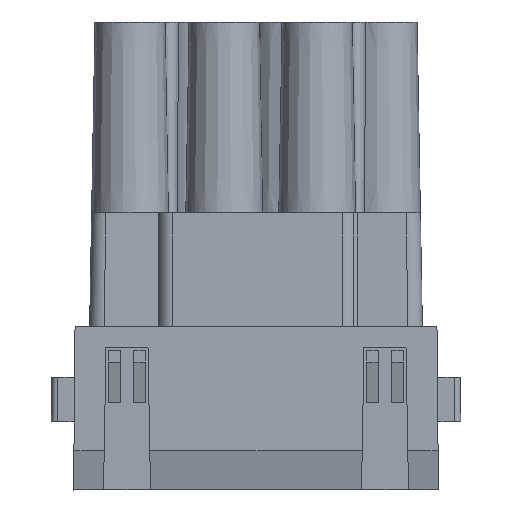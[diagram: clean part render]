
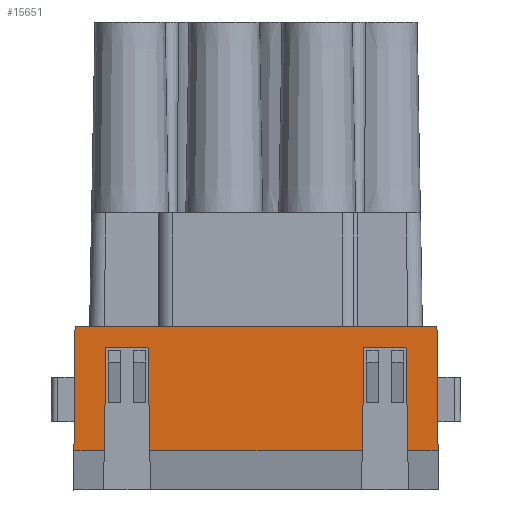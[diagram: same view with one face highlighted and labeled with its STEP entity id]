
A CAD part, left-side view. The second image highlights one B-rep face of the part: STEP entity #15651.
In plain terms, the highlighted face is planar.
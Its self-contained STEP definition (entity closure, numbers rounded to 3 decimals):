
#1218=VERTEX_POINT('',#22283);
#1219=VERTEX_POINT('',#22285);
#1233=VERTEX_POINT('',#22331);
#1234=VERTEX_POINT('',#22333);
#1245=VERTEX_POINT('',#22360);
#1246=VERTEX_POINT('',#22362);
#1247=VERTEX_POINT('',#22364);
#1248=VERTEX_POINT('',#22366);
#1249=VERTEX_POINT('',#22368);
#1250=VERTEX_POINT('',#22370);
#1251=VERTEX_POINT('',#22372);
#1252=VERTEX_POINT('',#22374);
#2957=VECTOR('',#18348,1.);
#2973=VECTOR('',#18369,1.);
#2987=VECTOR('',#18385,1.);
#2988=VECTOR('',#18386,1.);
#2989=VECTOR('',#18387,1.);
#2990=VECTOR('',#18388,1.);
#2991=VECTOR('',#18389,1.);
#2992=VECTOR('',#18390,1.);
#2993=VECTOR('',#18391,1.);
#2994=VECTOR('',#18392,1.);
#2995=VECTOR('',#18393,1.);
#2996=VECTOR('',#18394,1.);
#4992=LINE('',#22284,#2957);
#5008=LINE('',#22332,#2973);
#5022=LINE('',#22359,#2987);
#5023=LINE('',#22361,#2988);
#5024=LINE('',#22363,#2989);
#5025=LINE('',#22365,#2990);
#5026=LINE('',#22367,#2991);
#5027=LINE('',#22369,#2992);
#5028=LINE('',#22371,#2993);
#5029=LINE('',#22373,#2994);
#5030=LINE('',#22375,#2995);
#5031=LINE('',#22376,#2996);
#7115=EDGE_CURVE('',#1219,#1218,#4992,.T.);
#7135=EDGE_CURVE('',#1234,#1233,#5008,.F.);
#7149=EDGE_CURVE('',#1233,#1245,#5022,.T.);
#7150=EDGE_CURVE('',#1245,#1246,#5023,.T.);
#7151=EDGE_CURVE('',#1247,#1246,#5024,.F.);
#7152=EDGE_CURVE('',#1247,#1248,#5025,.F.);
#7153=EDGE_CURVE('',#1248,#1249,#5026,.F.);
#7154=EDGE_CURVE('',#1250,#1249,#5027,.F.);
#7155=EDGE_CURVE('',#1251,#1250,#5028,.F.);
#7156=EDGE_CURVE('',#1252,#1251,#5029,.F.);
#7157=EDGE_CURVE('',#1252,#1219,#5030,.F.);
#7158=EDGE_CURVE('',#1234,#1218,#5031,.F.);
#9980=ORIENTED_EDGE('',*,*,#7149,.T.);
#9981=ORIENTED_EDGE('',*,*,#7150,.T.);
#9982=ORIENTED_EDGE('',*,*,#7151,.F.);
#9983=ORIENTED_EDGE('',*,*,#7152,.T.);
#9984=ORIENTED_EDGE('',*,*,#7153,.T.);
#9985=ORIENTED_EDGE('',*,*,#7154,.F.);
#9986=ORIENTED_EDGE('',*,*,#7155,.F.);
#9987=ORIENTED_EDGE('',*,*,#7156,.F.);
#9988=ORIENTED_EDGE('',*,*,#7157,.T.);
#9989=ORIENTED_EDGE('',*,*,#7115,.T.);
#9990=ORIENTED_EDGE('',*,*,#7158,.F.);
#9991=ORIENTED_EDGE('',*,*,#7135,.T.);
#13849=EDGE_LOOP('',(#9980,#9981,#9982,#9983,#9984,#9985,#9986,#9987,#9988,
#9989,#9990,#9991));
#14752=FACE_BOUND('',#13849,.T.);
#15651=ADVANCED_FACE('',(#14752),#26170,.T.);
#16565=AXIS2_PLACEMENT_3D('',#22358,#18384,$);
#18348=DIRECTION('',(0.005,0.017,1.));
#18369=DIRECTION('',(0.005,0.009,1.));
#18384=DIRECTION('',(-1.,0.,0.005));
#18385=DIRECTION('',(0.,-1.,0.));
#18386=DIRECTION('',(0.005,-0.009,1.));
#18387=DIRECTION('',(0.,1.,0.));
#18388=DIRECTION('',(0.005,-0.017,1.));
#18389=DIRECTION('',(0.,-1.,0.));
#18390=DIRECTION('',(0.005,0.017,1.));
#18391=DIRECTION('',(0.,1.,0.));
#18392=DIRECTION('',(-0.005,0.017,-1.));
#18393=DIRECTION('',(0.,-1.,0.));
#18394=DIRECTION('',(0.,1.,0.));
#22283=CARTESIAN_POINT('',(-7.288,12.651,36.823));
#22284=CARTESIAN_POINT('',(-7.337,12.484,27.287));
#22285=CARTESIAN_POINT('',(-7.333,12.5,28.2));
#22331=CARTESIAN_POINT('',(-7.342,15.081,26.5));
#22332=CARTESIAN_POINT('',(-7.321,15.115,30.393));
#22333=CARTESIAN_POINT('',(-7.288,15.171,36.823));
#22358=CARTESIAN_POINT('',(-7.342,1.788,26.5));
#22359=CARTESIAN_POINT('',(-7.342,5.644,26.5));
#22360=CARTESIAN_POINT('',(-7.342,-15.081,26.5));
#22361=CARTESIAN_POINT('',(-7.321,-15.115,30.377));
#22362=CARTESIAN_POINT('',(-7.288,-15.171,36.823));
#22363=CARTESIAN_POINT('',(-7.288,-6.058,36.823));
#22364=CARTESIAN_POINT('',(-7.288,-12.651,36.823));
#22365=CARTESIAN_POINT('',(-7.338,-12.483,27.247));
#22366=CARTESIAN_POINT('',(-7.333,-12.5,28.2));
#22367=CARTESIAN_POINT('',(-7.333,-0.356,28.2));
#22368=CARTESIAN_POINT('',(-7.333,-9.,28.2));
#22369=CARTESIAN_POINT('',(-7.337,-9.013,27.467));
#22370=CARTESIAN_POINT('',(-7.288,-8.849,36.823));
#22371=CARTESIAN_POINT('',(-7.288,0.894,36.823));
#22372=CARTESIAN_POINT('',(-7.288,8.849,36.823));
#22373=CARTESIAN_POINT('',(-7.337,9.013,27.442));
#22374=CARTESIAN_POINT('',(-7.333,9.,28.2));
#22375=CARTESIAN_POINT('',(-7.333,-0.356,28.2));
#22376=CARTESIAN_POINT('',(-7.288,7.846,36.823));
#26170=PLANE('',#16565);
